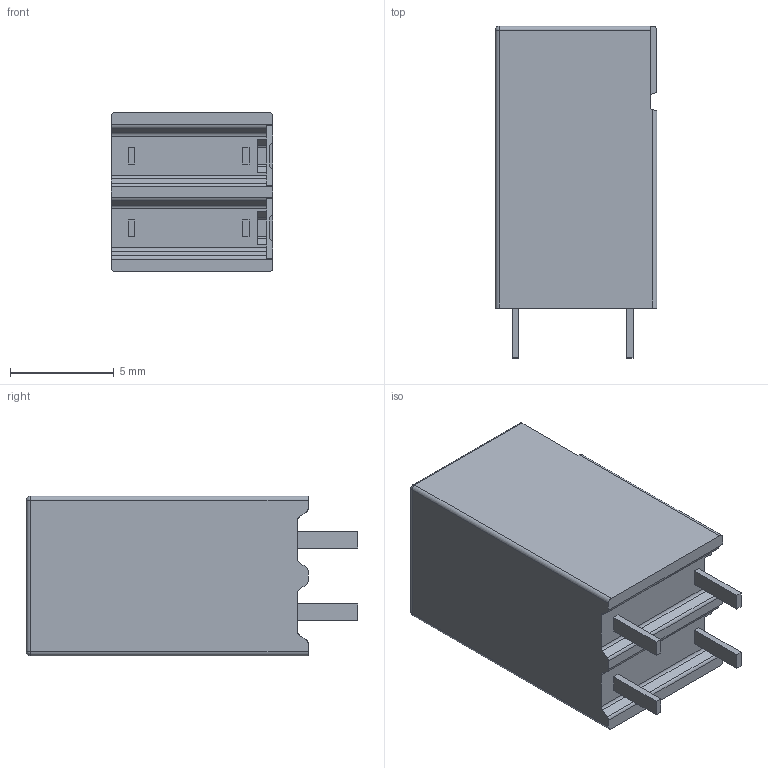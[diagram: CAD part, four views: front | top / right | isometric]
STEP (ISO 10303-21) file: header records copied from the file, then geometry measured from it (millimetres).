
FILE_DESCRIPTION( ( 'STEP AP203' ), '1' );
FILE_NAME( '2086-1102.stp', '2021-09-07T06:15:50', ( 'License CC BY-ND 4.0' ), ( 'CADENAS' ), ' ', 'PARTsolutions', ' ' );
FILE_SCHEMA( ( 'CONFIG_CONTROL_DESIGN' ) );
Length unit declared in the file: millimetre
Products named in the file (1): _2086-1102
Bounding box: 7.8 x 16 x 7.7 mm (x, y, z)
Volume: 743.7 mm3; surface area: 646.6 mm2
Topology: 1 solids, 1 shells, 181 faces, 467 edges, 296 vertices
Faces by surface type: plane 136, cylinder 35, cone 8, sphere 2
Entity records: 5445 total; most frequent: CARTESIAN_POINT 943, ORIENTED_EDGE 930, DIRECTION 907, EDGE_CURVE 465, LINE 387, VECTOR 387, VERTEX_POINT 296, AXIS2_PLACEMENT_3D 260
